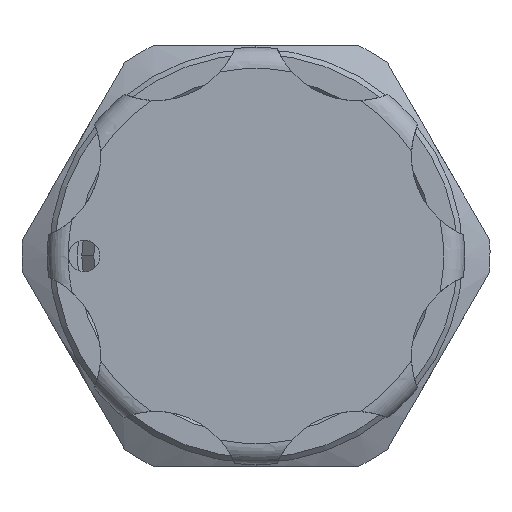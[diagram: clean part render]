
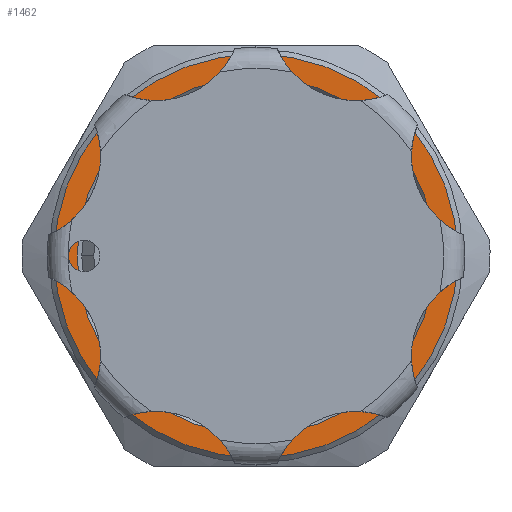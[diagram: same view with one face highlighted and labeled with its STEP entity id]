
A CAD part, left-side view. The second image highlights one B-rep face of the part: STEP entity #1462.
In plain terms, the highlighted planar face has unit normal (-1, 0, 0).
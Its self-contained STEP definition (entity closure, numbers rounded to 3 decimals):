
#1 = CARTESIAN_POINT ( 'NONE',  ( 0., 0., -11.5 ) ) ;
#179 = VERTEX_POINT ( 'NONE', #1 ) ;
#250 = CARTESIAN_POINT ( 'NONE',  ( 0., 0., 0. ) ) ;
#259 = DIRECTION ( 'NONE',  ( -1., 0., 0. ) ) ;
#286 = DIRECTION ( 'NONE',  ( 0., 0., 1. ) ) ;
#458 = EDGE_LOOP ( 'NONE', ( #2555, #2556 ) ) ;
#561 = EDGE_CURVE ( 'NONE', #179, #1820, #2968, .T. ) ;
#750 = EDGE_CURVE ( 'NONE', #1820, #179, #4234, .T. ) ;
#809 = EDGE_CURVE ( 'NONE', #1872, #1881, #4286, .T. ) ;
#904 = EDGE_CURVE ( 'NONE', #1881, #1872, #4383, .T. ) ;
#996 = AXIS2_PLACEMENT_3D ( 'NONE', #250, #259, #286 ) ;
#1118 = AXIS2_PLACEMENT_3D ( 'NONE', #3892, #3893, #3894 ) ;
#1141 = AXIS2_PLACEMENT_3D ( 'NONE', #4981, #4982, #4983 ) ;
#1188 = AXIS2_PLACEMENT_3D ( 'NONE', #5433, #5434, #5435 ) ;
#1269 = AXIS2_PLACEMENT_3D ( 'NONE', #6275, #6280, #6281 ) ;
#1462 = ADVANCED_FACE ( 'NONE', ( #4591, #4595 ), #6278, .T. ) ;
#1652 = EDGE_LOOP ( 'NONE', ( #2557, #2558 ) ) ;
#1820 = VERTEX_POINT ( 'NONE', #7294 ) ;
#1872 = VERTEX_POINT ( 'NONE', #7346 ) ;
#1881 = VERTEX_POINT ( 'NONE', #7355 ) ;
#2555 = ORIENTED_EDGE ( 'NONE', *, *, #561, .T. ) ;
#2556 = ORIENTED_EDGE ( 'NONE', *, *, #750, .T. ) ;
#2557 = ORIENTED_EDGE ( 'NONE', *, *, #904, .T. ) ;
#2558 = ORIENTED_EDGE ( 'NONE', *, *, #809, .T. ) ;
#2968 = CIRCLE ( 'NONE', #996, 11.5 ) ;
#3892 = CARTESIAN_POINT ( 'NONE',  ( 0., 0., 0. ) ) ;
#3893 = DIRECTION ( 'NONE',  ( -1., 0., 0. ) ) ;
#3894 = DIRECTION ( 'NONE',  ( 0., 0., 1. ) ) ;
#4234 = CIRCLE ( 'NONE', #1118, 11.5 ) ;
#4286 = CIRCLE ( 'NONE', #1141, 10.2 ) ;
#4383 = CIRCLE ( 'NONE', #1188, 10.2 ) ;
#4591 = FACE_OUTER_BOUND ( 'NONE', #458, .T. ) ;
#4595 = FACE_BOUND ( 'NONE', #1652, .T. ) ;
#4981 = CARTESIAN_POINT ( 'NONE',  ( 0., 0., 0. ) ) ;
#4982 = DIRECTION ( 'NONE',  ( 1., 0., 0. ) ) ;
#4983 = DIRECTION ( 'NONE',  ( 0., 0., 1. ) ) ;
#5433 = CARTESIAN_POINT ( 'NONE',  ( 0., 0., 0. ) ) ;
#5434 = DIRECTION ( 'NONE',  ( 1., 0., 0. ) ) ;
#5435 = DIRECTION ( 'NONE',  ( 0., 0., 1. ) ) ;
#6275 = CARTESIAN_POINT ( 'NONE',  ( 0., 0., 0. ) ) ;
#6278 = PLANE ( 'NONE',  #1269 ) ;
#6280 = DIRECTION ( 'NONE',  ( -1., 0., 0. ) ) ;
#6281 = DIRECTION ( 'NONE',  ( 0., 0., 1. ) ) ;
#7294 = CARTESIAN_POINT ( 'NONE',  ( 0., 0., 11.5 ) ) ;
#7346 = CARTESIAN_POINT ( 'NONE',  ( 0., 0., -10.2 ) ) ;
#7355 = CARTESIAN_POINT ( 'NONE',  ( 0., 0., 10.2 ) ) ;
